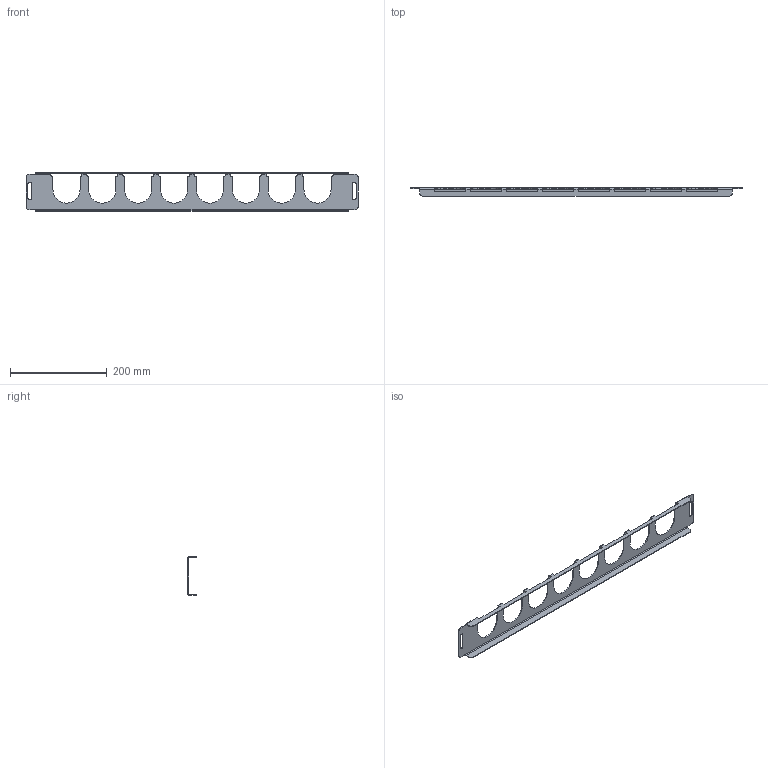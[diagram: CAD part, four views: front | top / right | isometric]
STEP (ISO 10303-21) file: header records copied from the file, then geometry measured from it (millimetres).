
FILE_DESCRIPTION (( 'STEP AP214' ), '1' );
FILE_NAME ('923.909.STEP', '2024-09-18T11:35:05', ( '' ), ( '' ), 'SwSTEP 2.0', 'SolidWorks 2021', '' );
FILE_SCHEMA (( 'AUTOMOTIVE_DESIGN' ));
Length unit declared in the file: millimetre
Products named in the file (1): 923.909
Bounding box: 685 x 17 x 80 mm (x, y, z)
Volume: 65828 mm3; surface area: 93237.1 mm2
Topology: 1 solids, 1 shells, 186 faces, 524 edges, 324 vertices
Faces by surface type: plane 112, cylinder 74
Entity records: 6002 total; most frequent: ORIENTED_EDGE 1048, DIRECTION 1046, CARTESIAN_POINT 1035, EDGE_CURVE 524, LINE 376, VECTOR 376, AXIS2_PLACEMENT_3D 335, VERTEX_POINT 324
